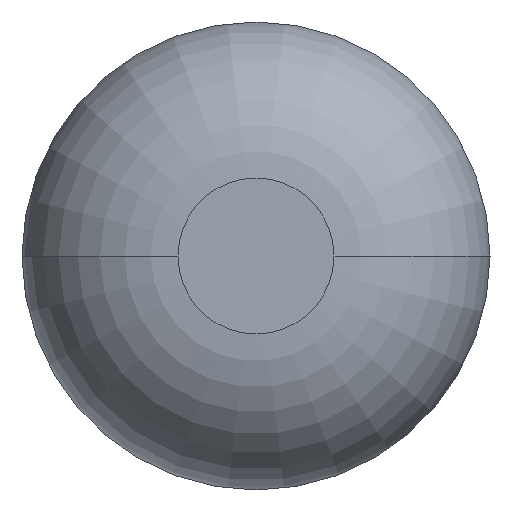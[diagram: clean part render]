
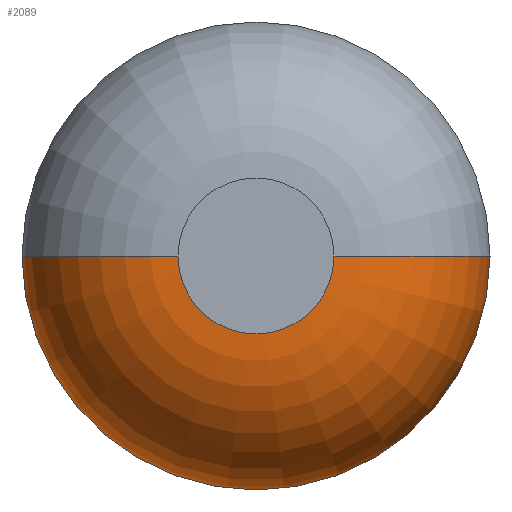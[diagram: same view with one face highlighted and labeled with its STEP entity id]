
A CAD part, front view. The second image highlights one B-rep face of the part: STEP entity #2089.
In plain terms, the highlighted toroidal (fillet/blend) face has major radius 0.125 mm and minor radius 0.25 mm.
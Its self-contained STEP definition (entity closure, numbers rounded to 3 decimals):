
#16 = VERTEX_POINT ( 'NONE', #697 ) ;
#168 = AXIS2_PLACEMENT_3D ( 'NONE', #2458, #1000, #1522 ) ;
#234 = CARTESIAN_POINT ( 'NONE',  ( -0.125, -17.75, 0. ) ) ;
#350 = CIRCLE ( 'NONE', #168, 0.25 ) ;
#414 = AXIS2_PLACEMENT_3D ( 'NONE', #2319, #603, #1372 ) ;
#484 = DIRECTION ( 'NONE',  ( -1., 0., 0. ) ) ;
#542 = ORIENTED_EDGE ( 'NONE', *, *, #1800, .T. ) ;
#603 = DIRECTION ( 'NONE',  ( 0., 1., 0. ) ) ;
#697 = CARTESIAN_POINT ( 'NONE',  ( 0.375, -17.75, 0. ) ) ;
#706 = DIRECTION ( 'NONE',  ( 0., -1., 0. ) ) ;
#934 = EDGE_CURVE ( 'Defeature ausgef�hrt1_0+Defeature ausgef�hrt1_2+Defeature ausgef�hrt1_2+Defeature ausgef�hrt1_2', #16, #1308, #2668, .T. ) ;
#969 = VERTEX_POINT ( 'NONE', #2786 ) ;
#1000 = DIRECTION ( 'NONE',  ( 0., 0., 1. ) ) ;
#1101 = CARTESIAN_POINT ( 'NONE',  ( 0., -17.75, 0. ) ) ;
#1209 = CARTESIAN_POINT ( 'NONE',  ( 0., -18., 0. ) ) ;
#1298 = FACE_OUTER_BOUND ( 'NONE', #1832, .T. ) ;
#1300 = VERTEX_POINT ( 'NONE', #2066 ) ;
#1308 = VERTEX_POINT ( 'NONE', #2325 ) ;
#1372 = DIRECTION ( 'NONE',  ( 1., 0., 0. ) ) ;
#1467 = ORIENTED_EDGE ( 'NONE', *, *, #934, .F. ) ;
#1522 = DIRECTION ( 'NONE',  ( 1., 0., 0. ) ) ;
#1603 = TOROIDAL_SURFACE ( 'NONE', #414, 0.125, 0.25 ) ;
#1667 = ORIENTED_EDGE ( 'NONE', *, *, #1821, .F. ) ;
#1690 = EDGE_CURVE ( 'NONE', #1300, #16, #350, .T. ) ;
#1783 = AXIS2_PLACEMENT_3D ( 'NONE', #234, #2655, #484 ) ;
#1800 = EDGE_CURVE ( 'NONE', #969, #1308, #2219, .T. ) ;
#1821 = EDGE_CURVE ( 'Defeature ausgef�hrt1_1+Defeature ausgef�hrt1_2+Defeature ausgef�hrt1_2+Defeature ausgef�hrt1_2', #969, #1300, #1910, .T. ) ;
#1832 = EDGE_LOOP ( 'NONE', ( #1667, #542, #1467, #2909 ) ) ;
#1910 = CIRCLE ( 'NONE', #2613, 0.125 ) ;
#2066 = CARTESIAN_POINT ( 'NONE',  ( 0.125, -18., 0. ) ) ;
#2089 = ADVANCED_FACE ( 'Defeature ausgef�hrt1_2', ( #1298 ), #1603, .T. ) ;
#2219 = CIRCLE ( 'NONE', #1783, 0.25 ) ;
#2312 = DIRECTION ( 'NONE',  ( 0., 1., 0. ) ) ;
#2319 = CARTESIAN_POINT ( 'NONE',  ( 0., -17.75, 0. ) ) ;
#2325 = CARTESIAN_POINT ( 'NONE',  ( -0.375, -17.75, 0. ) ) ;
#2421 = DIRECTION ( 'NONE',  ( 1., 0., 0. ) ) ;
#2458 = CARTESIAN_POINT ( 'NONE',  ( 0.125, -17.75, 0. ) ) ;
#2551 = AXIS2_PLACEMENT_3D ( 'NONE', #1101, #2312, #3036 ) ;
#2613 = AXIS2_PLACEMENT_3D ( 'NONE', #1209, #706, #2421 ) ;
#2655 = DIRECTION ( 'NONE',  ( 0., 0., -1. ) ) ;
#2668 = CIRCLE ( 'NONE', #2551, 0.375 ) ;
#2786 = CARTESIAN_POINT ( 'NONE',  ( -0.125, -18., 0. ) ) ;
#2909 = ORIENTED_EDGE ( 'NONE', *, *, #1690, .F. ) ;
#3036 = DIRECTION ( 'NONE',  ( 1., 0., 0. ) ) ;
